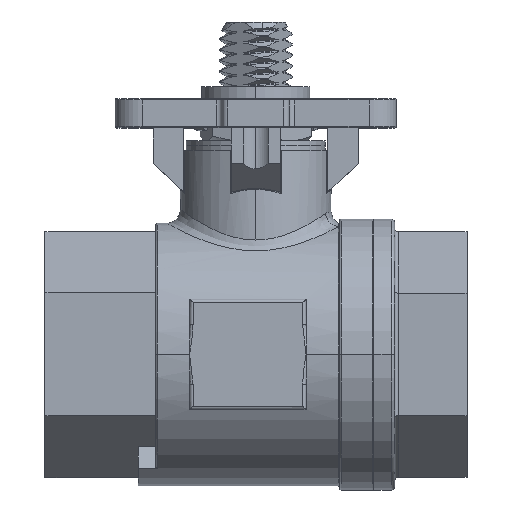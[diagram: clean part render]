
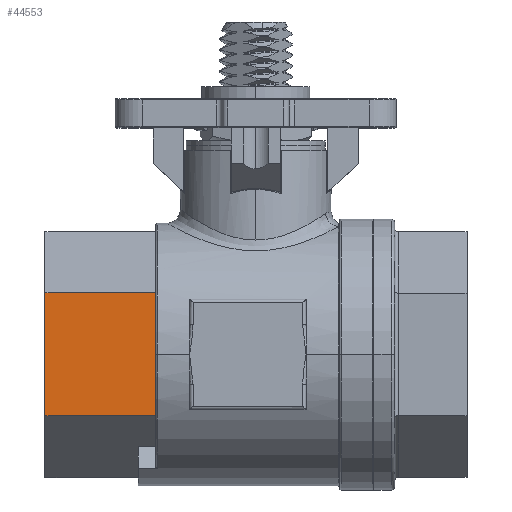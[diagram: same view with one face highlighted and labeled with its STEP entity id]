
A CAD part, top view. The second image highlights one B-rep face of the part: STEP entity #44553.
In plain terms, the highlighted planar face has unit normal (0, 0, 1).
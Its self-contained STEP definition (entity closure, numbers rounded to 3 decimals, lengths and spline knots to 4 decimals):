
#3111 = EDGE_CURVE ( 'NONE', #4347, #85618, #55183, .T. ) ;
#4347 = VERTEX_POINT ( 'NONE', #68829 ) ;
#6991 = CARTESIAN_POINT ( 'NONE',  ( -0.7305, -0.4505, 0.7803 ) ) ;
#15534 = DIRECTION ( 'NONE',  ( 0., -1., 0. ) ) ;
#17096 = CARTESIAN_POINT ( 'NONE',  ( -1.5425, -0.4505, 0.7803 ) ) ;
#22703 = LINE ( 'NONE', #6991, #34846 ) ;
#24724 = LINE ( 'NONE', #17096, #26903 ) ;
#26003 = EDGE_CURVE ( 'NONE', #85618, #88688, #24724, .T. ) ;
#26903 = VECTOR ( 'NONE', #44175, 39.3701 ) ;
#29567 = CARTESIAN_POINT ( 'NONE',  ( 2.1005, -0.4505, 0.7803 ) ) ;
#30357 = AXIS2_PLACEMENT_3D ( 'NONE', #29567, #37219, #64722 ) ;
#32135 = EDGE_LOOP ( 'NONE', ( #33139, #56667, #58403, #52940 ) ) ;
#33139 = ORIENTED_EDGE ( 'NONE', *, *, #37427, .T. ) ;
#34846 = VECTOR ( 'NONE', #15534, 39.3701 ) ;
#37219 = DIRECTION ( 'NONE',  ( 0., 0., 1. ) ) ;
#37427 = EDGE_CURVE ( 'NONE', #63731, #88688, #47929, .T. ) ;
#41163 = CARTESIAN_POINT ( 'NONE',  ( 2.1005, 0.4505, 0.7803 ) ) ;
#44175 = DIRECTION ( 'NONE',  ( 0., 1., 0. ) ) ;
#44553 = ADVANCED_FACE ( 'NONE', ( #78276 ), #57980, .T. ) ;
#47929 = LINE ( 'NONE', #41163, #48938 ) ;
#48938 = VECTOR ( 'NONE', #68680, 39.3701 ) ;
#50622 = CARTESIAN_POINT ( 'NONE',  ( -1.5425, 0.4505, 0.7803 ) ) ;
#50983 = EDGE_CURVE ( 'NONE', #63731, #4347, #22703, .T. ) ;
#52845 = CARTESIAN_POINT ( 'NONE',  ( -0.7305, 0.4505, 0.7803 ) ) ;
#52940 = ORIENTED_EDGE ( 'NONE', *, *, #50983, .F. ) ;
#55183 = LINE ( 'NONE', #74579, #56565 ) ;
#56565 = VECTOR ( 'NONE', #75029, 39.3701 ) ;
#56667 = ORIENTED_EDGE ( 'NONE', *, *, #26003, .F. ) ;
#57980 = PLANE ( 'NONE',  #30357 ) ;
#58403 = ORIENTED_EDGE ( 'NONE', *, *, #3111, .F. ) ;
#63731 = VERTEX_POINT ( 'NONE', #52845 ) ;
#64722 = DIRECTION ( 'NONE',  ( 1., 0., 0. ) ) ;
#68680 = DIRECTION ( 'NONE',  ( -1., 0., 0. ) ) ;
#68829 = CARTESIAN_POINT ( 'NONE',  ( -0.7305, -0.4505, 0.7803 ) ) ;
#71789 = CARTESIAN_POINT ( 'NONE',  ( -1.5425, -0.4505, 0.7803 ) ) ;
#74579 = CARTESIAN_POINT ( 'NONE',  ( 2.1005, -0.4505, 0.7803 ) ) ;
#75029 = DIRECTION ( 'NONE',  ( -1., 0., 0. ) ) ;
#78276 = FACE_OUTER_BOUND ( 'NONE', #32135, .T. ) ;
#85618 = VERTEX_POINT ( 'NONE', #71789 ) ;
#88688 = VERTEX_POINT ( 'NONE', #50622 ) ;
